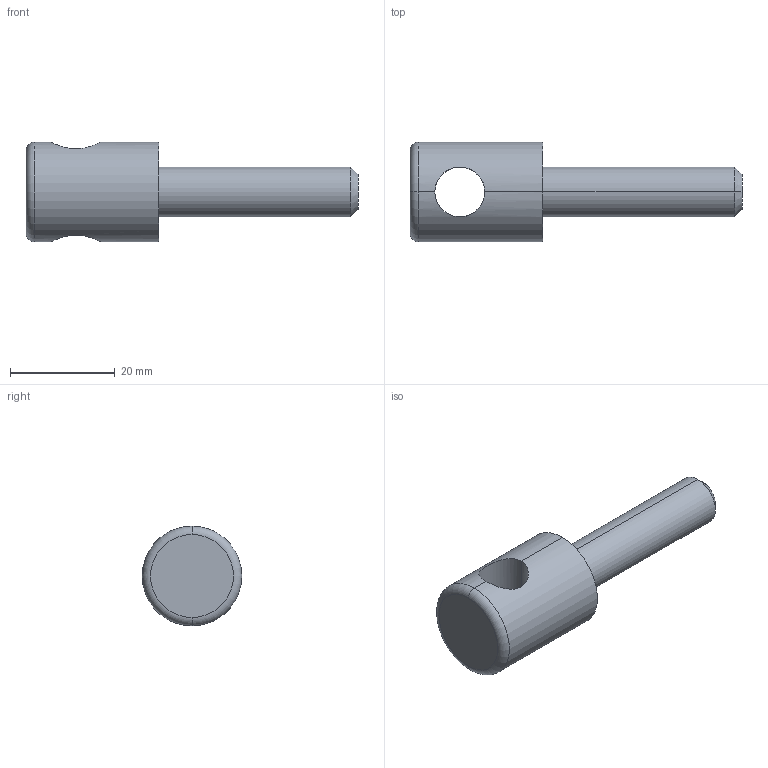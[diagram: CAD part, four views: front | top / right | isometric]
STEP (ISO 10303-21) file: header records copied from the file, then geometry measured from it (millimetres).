
FILE_DESCRIPTION (( 'STEP AP214' ), '1' );
FILE_NAME ('100209.STEP', '2025-08-24T21:12:36', ( '' ), ( '' ), 'SwSTEP 2.0', 'SolidWorks 2025', '' );
FILE_SCHEMA (( 'AUTOMOTIVE_DESIGN' ));
Length unit declared in the file: inch
Products named in the file (1): 100209
Bounding box: 63.5 x 19.05 x 19.05 mm (x, y, z)
Volume: 8582.2 mm3; surface area: 3545.8 mm2
Topology: 1 solids, 1 shells, 13 faces, 28 edges, 16 vertices
Faces by surface type: cylinder 6, plane 3, cone 2, torus 2
Entity records: 521 total; most frequent: CARTESIAN_POINT 204, DIRECTION 66, ORIENTED_EDGE 56, AXIS2_PLACEMENT_3D 28, EDGE_CURVE 28, VERTEX_POINT 16, EDGE_LOOP 14, CIRCLE 14
